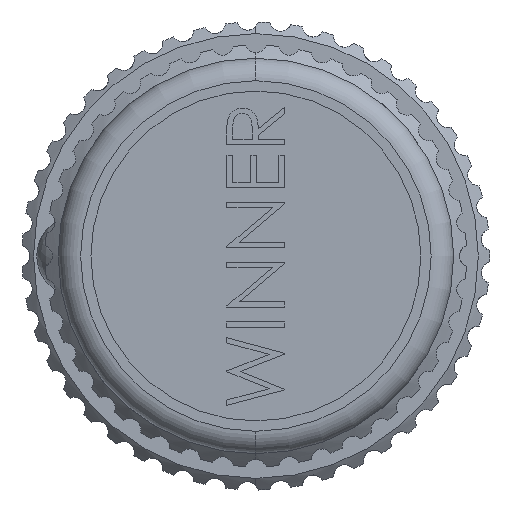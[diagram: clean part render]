
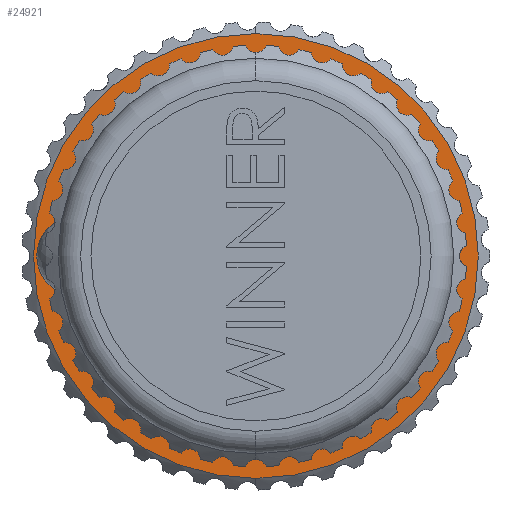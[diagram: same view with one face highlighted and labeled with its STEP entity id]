
A CAD part, left-side view. The second image highlights one B-rep face of the part: STEP entity #24921.
In plain terms, the highlighted planar face has unit normal (-1, 0, 0).
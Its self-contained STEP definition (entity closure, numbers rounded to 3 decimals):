
#73 = CARTESIAN_POINT ( 'NONE',  ( -7.9, 0., 0. ) ) ;
#853 = CIRCLE ( 'NONE', #1696, 15.3 ) ;
#928 = DIRECTION ( 'NONE',  ( 1., 0., 0. ) ) ;
#1209 = EDGE_LOOP ( 'NONE', ( #30618, #14520 ) ) ;
#1441 = CARTESIAN_POINT ( 'NONE',  ( -7.9, 0., -15.3 ) ) ;
#1696 = AXIS2_PLACEMENT_3D ( 'NONE', #32794, #11491, #25709 ) ;
#3426 = ORIENTED_EDGE ( 'NONE', *, *, #15791, .T. ) ;
#3720 = AXIS2_PLACEMENT_3D ( 'NONE', #73, #10571, #18812 ) ;
#4456 = DIRECTION ( 'NONE',  ( -1., 0., 0. ) ) ;
#5386 = VERTEX_POINT ( 'NONE', #27018 ) ;
#6391 = DIRECTION ( 'NONE',  ( 0., 0., -1. ) ) ;
#6555 = DIRECTION ( 'NONE',  ( 0., 0., 1. ) ) ;
#7359 = FACE_BOUND ( 'NONE', #1209, .T. ) ;
#10484 = VERTEX_POINT ( 'NONE', #1441 ) ;
#10571 = DIRECTION ( 'NONE',  ( 1., 0., 0. ) ) ;
#11491 = DIRECTION ( 'NONE',  ( -1., 0., 0. ) ) ;
#11565 = ORIENTED_EDGE ( 'NONE', *, *, #13509, .T. ) ;
#12156 = CARTESIAN_POINT ( 'NONE',  ( -7.9, 0., -5.05 ) ) ;
#13509 = EDGE_CURVE ( 'NONE', #5386, #10484, #23162, .T. ) ;
#14520 = ORIENTED_EDGE ( 'NONE', *, *, #31233, .T. ) ;
#14749 = DIRECTION ( 'NONE',  ( 0., 0., -1. ) ) ;
#15350 = AXIS2_PLACEMENT_3D ( 'NONE', #22301, #27553, #6555 ) ;
#15791 = EDGE_CURVE ( 'NONE', #10484, #5386, #853, .T. ) ;
#16654 = EDGE_CURVE ( 'NONE', #29136, #22173, #28941, .T. ) ;
#16955 = CIRCLE ( 'NONE', #19696, 3.301 ) ;
#18760 = CARTESIAN_POINT ( 'NONE',  ( -7.9, 0., 3.301 ) ) ;
#18812 = DIRECTION ( 'NONE',  ( 0., 0., -1. ) ) ;
#19696 = AXIS2_PLACEMENT_3D ( 'NONE', #25385, #928, #6391 ) ;
#21272 = FACE_OUTER_BOUND ( 'NONE', #30132, .T. ) ;
#22173 = VERTEX_POINT ( 'NONE', #18760 ) ;
#22301 = CARTESIAN_POINT ( 'NONE',  ( -7.9, 0., 0. ) ) ;
#23162 = CIRCLE ( 'NONE', #15350, 15.3 ) ;
#24921 = ADVANCED_FACE ( 'NONE', ( #21272, #7359 ), #33818, .T. ) ;
#25385 = CARTESIAN_POINT ( 'NONE',  ( -7.9, 0., 0. ) ) ;
#25709 = DIRECTION ( 'NONE',  ( 0., 0., 1. ) ) ;
#27018 = CARTESIAN_POINT ( 'NONE',  ( -7.9, 0., 15.3 ) ) ;
#27553 = DIRECTION ( 'NONE',  ( -1., 0., 0. ) ) ;
#28941 = CIRCLE ( 'NONE', #3720, 3.301 ) ;
#29136 = VERTEX_POINT ( 'NONE', #34145 ) ;
#29488 = AXIS2_PLACEMENT_3D ( 'NONE', #12156, #4456, #14749 ) ;
#30132 = EDGE_LOOP ( 'NONE', ( #3426, #11565 ) ) ;
#30618 = ORIENTED_EDGE ( 'NONE', *, *, #16654, .T. ) ;
#31233 = EDGE_CURVE ( 'NONE', #22173, #29136, #16955, .T. ) ;
#32794 = CARTESIAN_POINT ( 'NONE',  ( -7.9, 0., 0. ) ) ;
#33818 = PLANE ( 'NONE',  #29488 ) ;
#34145 = CARTESIAN_POINT ( 'NONE',  ( -7.9, 0., -3.301 ) ) ;
